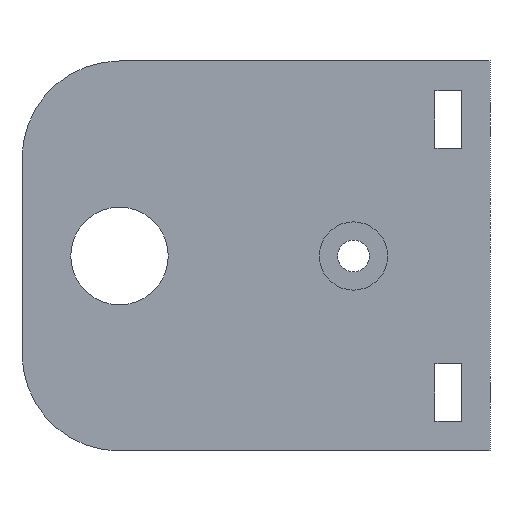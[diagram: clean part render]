
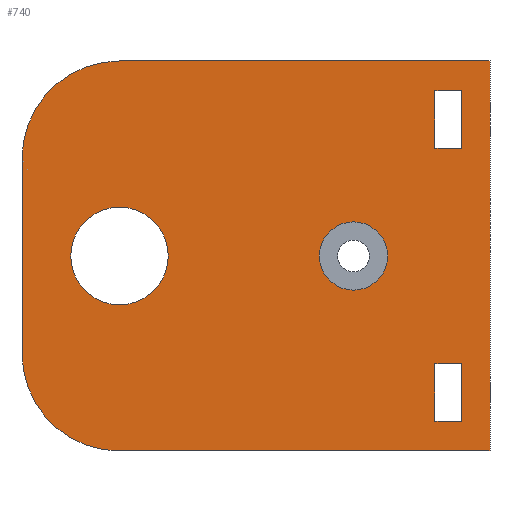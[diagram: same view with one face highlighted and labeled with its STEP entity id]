
A CAD part, left-side view. The second image highlights one B-rep face of the part: STEP entity #740.
In plain terms, the highlighted planar face has unit normal (-1, 0, 0).
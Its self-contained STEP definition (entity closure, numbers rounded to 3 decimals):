
#1 = EDGE_LOOP ( 'NONE', ( #307, #1035 ) ) ;
#5 = VECTOR ( 'NONE', #639, 1000. ) ;
#29 = LINE ( 'NONE', #734, #101 ) ;
#44 = CARTESIAN_POINT ( 'NONE',  ( -68.35, -24., 0. ) ) ;
#52 = EDGE_CURVE ( 'NONE', #932, #1179, #901, .T. ) ;
#58 = LINE ( 'NONE', #839, #657 ) ;
#59 = CARTESIAN_POINT ( 'NONE',  ( -68.35, -35.1, 20. ) ) ;
#63 = CARTESIAN_POINT ( 'NONE',  ( -68.35, 10., 20. ) ) ;
#66 = CIRCLE ( 'NONE', #1278, 3.5 ) ;
#68 = VECTOR ( 'NONE', #733, 1000. ) ;
#73 = DIRECTION ( 'NONE',  ( 0., 1., 0. ) ) ;
#81 = CARTESIAN_POINT ( 'NONE',  ( -68.35, 10., 20. ) ) ;
#91 = DIRECTION ( 'NONE',  ( 0., 1., 0. ) ) ;
#101 = VECTOR ( 'NONE', #241, 1000. ) ;
#107 = EDGE_CURVE ( 'NONE', #574, #656, #304, .T. ) ;
#114 = ORIENTED_EDGE ( 'NONE', *, *, #693, .T. ) ;
#117 = CARTESIAN_POINT ( 'NONE',  ( -68.35, -20.5, 0. ) ) ;
#130 = EDGE_CURVE ( 'NONE', #718, #238, #29, .T. ) ;
#137 = DIRECTION ( 'NONE',  ( 0., 0., 1. ) ) ;
#139 = DIRECTION ( 'NONE',  ( 0., 1., 0. ) ) ;
#141 = EDGE_LOOP ( 'NONE', ( #385, #1073, #846, #1013 ) ) ;
#148 = VECTOR ( 'NONE', #502, 1000. ) ;
#149 = CARTESIAN_POINT ( 'NONE',  ( -68.35, 10., 10. ) ) ;
#157 = ORIENTED_EDGE ( 'NONE', *, *, #883, .T. ) ;
#190 = LINE ( 'NONE', #1162, #5 ) ;
#195 = EDGE_CURVE ( 'NONE', #547, #628, #960, .T. ) ;
#206 = VERTEX_POINT ( 'NONE', #768 ) ;
#226 = DIRECTION ( 'NONE',  ( 0., -1., 0. ) ) ;
#236 = AXIS2_PLACEMENT_3D ( 'NONE', #44, #1029, #226 ) ;
#238 = VERTEX_POINT ( 'NONE', #1072 ) ;
#239 = CARTESIAN_POINT ( 'NONE',  ( -68.35, -32.35, 20. ) ) ;
#241 = DIRECTION ( 'NONE',  ( 0., 0., -1. ) ) ;
#251 = VERTEX_POINT ( 'NONE', #753 ) ;
#254 = CARTESIAN_POINT ( 'NONE',  ( -68.35, 0., 0. ) ) ;
#271 = VECTOR ( 'NONE', #600, 1000. ) ;
#284 = EDGE_CURVE ( 'NONE', #574, #1196, #915, .T. ) ;
#294 = CARTESIAN_POINT ( 'NONE',  ( -68.35, -38., -11.063 ) ) ;
#299 = FACE_BOUND ( 'NONE', #1262, .T. ) ;
#304 = LINE ( 'NONE', #63, #767 ) ;
#307 = ORIENTED_EDGE ( 'NONE', *, *, #1167, .F. ) ;
#315 = LINE ( 'NONE', #239, #148 ) ;
#326 = AXIS2_PLACEMENT_3D ( 'NONE', #764, #968, #667 ) ;
#337 = CARTESIAN_POINT ( 'NONE',  ( -68.35, 0., 20. ) ) ;
#355 = DIRECTION ( 'NONE',  ( -1., 0., 0. ) ) ;
#384 = EDGE_LOOP ( 'NONE', ( #157, #432, #587, #994, #876, #515 ) ) ;
#385 = ORIENTED_EDGE ( 'NONE', *, *, #195, .T. ) ;
#399 = LINE ( 'NONE', #802, #271 ) ;
#404 = VERTEX_POINT ( 'NONE', #117 ) ;
#405 = LINE ( 'NONE', #524, #68 ) ;
#428 = AXIS2_PLACEMENT_3D ( 'NONE', #518, #355, #825 ) ;
#432 = ORIENTED_EDGE ( 'NONE', *, *, #970, .T. ) ;
#436 = VERTEX_POINT ( 'NONE', #623 ) ;
#437 = DIRECTION ( 'NONE',  ( 0., 0., 1. ) ) ;
#454 = VERTEX_POINT ( 'NONE', #508 ) ;
#476 = PLANE ( 'NONE',  #675 ) ;
#488 = CARTESIAN_POINT ( 'NONE',  ( -68.35, 10., -10. ) ) ;
#502 = DIRECTION ( 'NONE',  ( 0., 0., 1. ) ) ;
#508 = CARTESIAN_POINT ( 'NONE',  ( -68.35, -5., 0. ) ) ;
#512 = CARTESIAN_POINT ( 'NONE',  ( -68.35, -38., 20. ) ) ;
#515 = ORIENTED_EDGE ( 'NONE', *, *, #52, .T. ) ;
#518 = CARTESIAN_POINT ( 'NONE',  ( -68.35, 0., -10. ) ) ;
#524 = CARTESIAN_POINT ( 'NONE',  ( -68.35, -38., -16.938 ) ) ;
#547 = VERTEX_POINT ( 'NONE', #1173 ) ;
#560 = LINE ( 'NONE', #294, #610 ) ;
#562 = EDGE_CURVE ( 'NONE', #251, #547, #190, .T. ) ;
#566 = CARTESIAN_POINT ( 'NONE',  ( -68.35, -32.35, 11.063 ) ) ;
#567 = VECTOR ( 'NONE', #1257, 1000. ) ;
#574 = VERTEX_POINT ( 'NONE', #337 ) ;
#575 = ORIENTED_EDGE ( 'NONE', *, *, #1154, .F. ) ;
#579 = EDGE_CURVE ( 'NONE', #1216, #251, #58, .T. ) ;
#583 = EDGE_CURVE ( 'NONE', #436, #736, #618, .T. ) ;
#587 = ORIENTED_EDGE ( 'NONE', *, *, #107, .F. ) ;
#597 = EDGE_CURVE ( 'NONE', #997, #454, #1057, .T. ) ;
#598 = ORIENTED_EDGE ( 'NONE', *, *, #130, .F. ) ;
#600 = DIRECTION ( 'NONE',  ( 0., -1., 0. ) ) ;
#610 = VECTOR ( 'NONE', #795, 1000. ) ;
#618 = LINE ( 'NONE', #59, #1103 ) ;
#623 = CARTESIAN_POINT ( 'NONE',  ( -68.35, -35.1, -16.938 ) ) ;
#628 = VERTEX_POINT ( 'NONE', #566 ) ;
#639 = DIRECTION ( 'NONE',  ( 0., 0., -1. ) ) ;
#642 = CARTESIAN_POINT ( 'NONE',  ( -68.35, -24., 0. ) ) ;
#656 = VERTEX_POINT ( 'NONE', #853 ) ;
#657 = VECTOR ( 'NONE', #827, 1000. ) ;
#658 = CARTESIAN_POINT ( 'NONE',  ( -68.35, 0., -20. ) ) ;
#667 = DIRECTION ( 'NONE',  ( 0., 1., 0. ) ) ;
#670 = EDGE_CURVE ( 'NONE', #1196, #932, #804, .T. ) ;
#675 = AXIS2_PLACEMENT_3D ( 'NONE', #893, #884, #91 ) ;
#693 = EDGE_CURVE ( 'NONE', #454, #997, #958, .T. ) ;
#704 = CARTESIAN_POINT ( 'NONE',  ( -68.35, -38., -20. ) ) ;
#718 = VERTEX_POINT ( 'NONE', #870 ) ;
#727 = CARTESIAN_POINT ( 'NONE',  ( -68.35, 0., 0. ) ) ;
#733 = DIRECTION ( 'NONE',  ( 0., -1., 0. ) ) ;
#734 = CARTESIAN_POINT ( 'NONE',  ( -68.35, -32.35, 20. ) ) ;
#736 = VERTEX_POINT ( 'NONE', #1210 ) ;
#738 = DIRECTION ( 'NONE',  ( 0., -1., 0. ) ) ;
#740 = ADVANCED_FACE ( 'NONE', ( #299, #1095, #797, #1012, #1018 ), #476, .F. ) ;
#753 = CARTESIAN_POINT ( 'NONE',  ( -68.35, -35.1, 16.938 ) ) ;
#755 = DIRECTION ( 'NONE',  ( 1., 0., 0. ) ) ;
#763 = CARTESIAN_POINT ( 'NONE',  ( -68.35, -32.35, 16.938 ) ) ;
#764 = CARTESIAN_POINT ( 'NONE',  ( -68.35, 0., 10. ) ) ;
#767 = VECTOR ( 'NONE', #1056, 1000. ) ;
#768 = CARTESIAN_POINT ( 'NONE',  ( -68.35, -27.5, 0. ) ) ;
#769 = ORIENTED_EDGE ( 'NONE', *, *, #583, .F. ) ;
#795 = DIRECTION ( 'NONE',  ( 0., 1., 0. ) ) ;
#797 = FACE_BOUND ( 'NONE', #1265, .T. ) ;
#802 = CARTESIAN_POINT ( 'NONE',  ( -68.35, 10., -20. ) ) ;
#804 = LINE ( 'NONE', #81, #1146 ) ;
#824 = CARTESIAN_POINT ( 'NONE',  ( -68.35, 5., 0. ) ) ;
#825 = DIRECTION ( 'NONE',  ( 0., 1., 0. ) ) ;
#827 = DIRECTION ( 'NONE',  ( 0., -1., 0. ) ) ;
#839 = CARTESIAN_POINT ( 'NONE',  ( -68.35, -38., 16.938 ) ) ;
#843 = CARTESIAN_POINT ( 'NONE',  ( -68.35, -38., 11.063 ) ) ;
#846 = ORIENTED_EDGE ( 'NONE', *, *, #579, .T. ) ;
#850 = DIRECTION ( 'NONE',  ( 1., 0., 0. ) ) ;
#853 = CARTESIAN_POINT ( 'NONE',  ( -68.35, -38., 20. ) ) ;
#866 = VECTOR ( 'NONE', #137, 1000. ) ;
#869 = DIRECTION ( 'NONE',  ( 0., 0., -1. ) ) ;
#870 = CARTESIAN_POINT ( 'NONE',  ( -68.35, -32.35, -11.063 ) ) ;
#875 = EDGE_CURVE ( 'NONE', #736, #718, #560, .T. ) ;
#876 = ORIENTED_EDGE ( 'NONE', *, *, #670, .T. ) ;
#883 = EDGE_CURVE ( 'NONE', #1179, #937, #399, .T. ) ;
#884 = DIRECTION ( 'NONE',  ( 1., 0., 0. ) ) ;
#893 = CARTESIAN_POINT ( 'NONE',  ( -68.35, 10., 20. ) ) ;
#901 = CIRCLE ( 'NONE', #428, 10. ) ;
#915 = CIRCLE ( 'NONE', #326, 10. ) ;
#932 = VERTEX_POINT ( 'NONE', #488 ) ;
#937 = VERTEX_POINT ( 'NONE', #704 ) ;
#943 = EDGE_CURVE ( 'NONE', #404, #206, #1088, .T. ) ;
#958 = CIRCLE ( 'NONE', #1097, 5. ) ;
#960 = LINE ( 'NONE', #843, #567 ) ;
#961 = DIRECTION ( 'NONE',  ( -1., 0., 0. ) ) ;
#968 = DIRECTION ( 'NONE',  ( -1., 0., 0. ) ) ;
#970 = EDGE_CURVE ( 'NONE', #937, #656, #1067, .T. ) ;
#994 = ORIENTED_EDGE ( 'NONE', *, *, #284, .T. ) ;
#997 = VERTEX_POINT ( 'NONE', #824 ) ;
#1012 = FACE_OUTER_BOUND ( 'NONE', #384, .T. ) ;
#1013 = ORIENTED_EDGE ( 'NONE', *, *, #562, .T. ) ;
#1014 = AXIS2_PLACEMENT_3D ( 'NONE', #727, #850, #139 ) ;
#1018 = FACE_BOUND ( 'NONE', #141, .T. ) ;
#1027 = EDGE_CURVE ( 'NONE', #628, #1216, #315, .T. ) ;
#1029 = DIRECTION ( 'NONE',  ( -1., 0., 0. ) ) ;
#1035 = ORIENTED_EDGE ( 'NONE', *, *, #943, .F. ) ;
#1056 = DIRECTION ( 'NONE',  ( 0., -1., 0. ) ) ;
#1057 = CIRCLE ( 'NONE', #1014, 5. ) ;
#1067 = LINE ( 'NONE', #512, #866 ) ;
#1072 = CARTESIAN_POINT ( 'NONE',  ( -68.35, -32.35, -16.938 ) ) ;
#1073 = ORIENTED_EDGE ( 'NONE', *, *, #1027, .T. ) ;
#1088 = CIRCLE ( 'NONE', #236, 3.5 ) ;
#1095 = FACE_BOUND ( 'NONE', #1, .T. ) ;
#1097 = AXIS2_PLACEMENT_3D ( 'NONE', #254, #755, #73 ) ;
#1103 = VECTOR ( 'NONE', #437, 1000. ) ;
#1104 = ORIENTED_EDGE ( 'NONE', *, *, #875, .F. ) ;
#1146 = VECTOR ( 'NONE', #869, 1000. ) ;
#1154 = EDGE_CURVE ( 'NONE', #238, #436, #405, .T. ) ;
#1162 = CARTESIAN_POINT ( 'NONE',  ( -68.35, -35.1, 20. ) ) ;
#1167 = EDGE_CURVE ( 'NONE', #206, #404, #66, .T. ) ;
#1173 = CARTESIAN_POINT ( 'NONE',  ( -68.35, -35.1, 11.063 ) ) ;
#1179 = VERTEX_POINT ( 'NONE', #658 ) ;
#1196 = VERTEX_POINT ( 'NONE', #149 ) ;
#1205 = ORIENTED_EDGE ( 'NONE', *, *, #597, .T. ) ;
#1210 = CARTESIAN_POINT ( 'NONE',  ( -68.35, -35.1, -11.063 ) ) ;
#1216 = VERTEX_POINT ( 'NONE', #763 ) ;
#1257 = DIRECTION ( 'NONE',  ( 0., 1., 0. ) ) ;
#1262 = EDGE_LOOP ( 'NONE', ( #1205, #114 ) ) ;
#1265 = EDGE_LOOP ( 'NONE', ( #598, #1104, #769, #575 ) ) ;
#1278 = AXIS2_PLACEMENT_3D ( 'NONE', #642, #961, #738 ) ;
